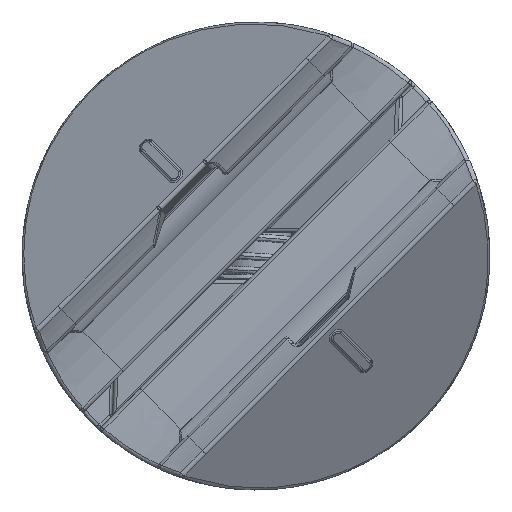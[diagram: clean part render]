
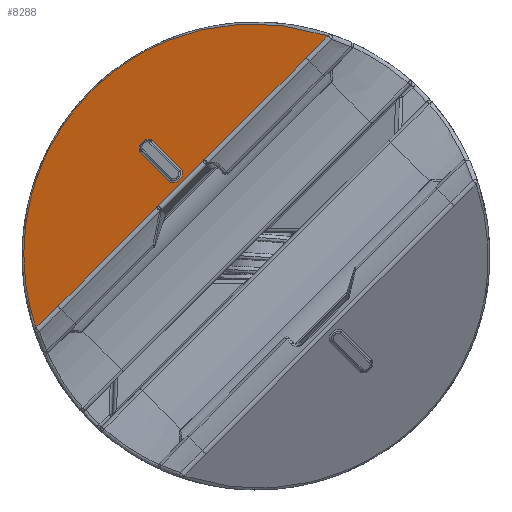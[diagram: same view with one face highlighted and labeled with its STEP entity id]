
A CAD part, front view. The second image highlights one B-rep face of the part: STEP entity #8288.
In plain terms, the highlighted face is planar.
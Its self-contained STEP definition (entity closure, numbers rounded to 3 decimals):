
#101=ELLIPSE('',#9165,0.763,0.702);
#102=ELLIPSE('',#9166,0.763,0.702);
#317=B_SPLINE_CURVE_WITH_KNOTS('',3,(#21726,#21727,#21728,#21729,#21730,
#21731,#21732,#21733,#21734,#21735,#21736,#21737,#21738,#21739,#21740,#21741,
#21742,#21743,#21744,#21745,#21746,#21747,#21748,#21749,#21750),
 .UNSPECIFIED.,.F.,.F.,(4,3,3,3,3,3,3,3,4),(2.03,2.308,
2.586,2.864,3.142,3.419,3.697,
3.975,4.253),.UNSPECIFIED.);
#764=FACE_BOUND('',#1737,.T.);
#816=PLANE('',#9162);
#1155=FACE_OUTER_BOUND('',#1736,.T.);
#1736=EDGE_LOOP('',(#6218,#6219,#6220,#6221,#6222,#6223,#6224,#6225));
#1737=EDGE_LOOP('',(#6226,#6227,#6228,#6229));
#2337=CIRCLE('',#9060,0.724);
#2392=CIRCLE('',#9163,259.458);
#2393=CIRCLE('',#9164,259.458);
#2394=CIRCLE('',#9167,0.724);
#2962=LINE('',#21754,#3256);
#2963=LINE('',#21758,#3257);
#2964=LINE('',#21761,#3258);
#2965=LINE('',#21763,#3259);
#2966=LINE('',#21766,#3260);
#3256=VECTOR('',#10702,1000.);
#3257=VECTOR('',#10705,1000.);
#3258=VECTOR('',#10708,1000.);
#3259=VECTOR('',#10709,1000.);
#3260=VECTOR('',#10712,1000.);
#3621=VERTEX_POINT('',#18287);
#3622=VERTEX_POINT('',#18289);
#3869=VERTEX_POINT('',#21722);
#3870=VERTEX_POINT('',#21723);
#3871=VERTEX_POINT('',#21725);
#3872=VERTEX_POINT('',#21751);
#3873=VERTEX_POINT('',#21753);
#3874=VERTEX_POINT('',#21755);
#3875=VERTEX_POINT('',#21757);
#3876=VERTEX_POINT('',#21759);
#3877=VERTEX_POINT('',#21762);
#3878=VERTEX_POINT('',#21764);
#4446=EDGE_CURVE('',#3622,#3621,#2337,.T.);
#4727=EDGE_CURVE('',#3869,#3870,#2392,.T.);
#4728=EDGE_CURVE('',#3870,#3871,#317,.T.);
#4729=EDGE_CURVE('',#3871,#3872,#2393,.T.);
#4730=EDGE_CURVE('',#3872,#3873,#2962,.T.);
#4731=EDGE_CURVE('',#3873,#3874,#101,.T.);
#4732=EDGE_CURVE('',#3874,#3875,#2963,.T.);
#4733=EDGE_CURVE('',#3875,#3876,#102,.T.);
#4734=EDGE_CURVE('',#3876,#3869,#2964,.T.);
#4735=EDGE_CURVE('',#3621,#3877,#2965,.T.);
#4736=EDGE_CURVE('',#3877,#3878,#2394,.T.);
#4737=EDGE_CURVE('',#3878,#3622,#2966,.T.);
#6218=ORIENTED_EDGE('',*,*,#4727,.T.);
#6219=ORIENTED_EDGE('',*,*,#4728,.T.);
#6220=ORIENTED_EDGE('',*,*,#4729,.T.);
#6221=ORIENTED_EDGE('',*,*,#4730,.T.);
#6222=ORIENTED_EDGE('',*,*,#4731,.T.);
#6223=ORIENTED_EDGE('',*,*,#4732,.T.);
#6224=ORIENTED_EDGE('',*,*,#4733,.T.);
#6225=ORIENTED_EDGE('',*,*,#4734,.T.);
#6226=ORIENTED_EDGE('',*,*,#4735,.T.);
#6227=ORIENTED_EDGE('',*,*,#4736,.T.);
#6228=ORIENTED_EDGE('',*,*,#4737,.T.);
#6229=ORIENTED_EDGE('',*,*,#4446,.T.);
#8288=ADVANCED_FACE('',(#1155,#764),#816,.T.);
#9060=AXIS2_PLACEMENT_3D('',#18290,#10389,#10390);
#9162=AXIS2_PLACEMENT_3D('',#21721,#10696,#10697);
#9163=AXIS2_PLACEMENT_3D('',#21724,#10698,#10699);
#9164=AXIS2_PLACEMENT_3D('',#21752,#10700,#10701);
#9165=AXIS2_PLACEMENT_3D('',#21756,#10703,#10704);
#9166=AXIS2_PLACEMENT_3D('',#21760,#10706,#10707);
#9167=AXIS2_PLACEMENT_3D('',#21765,#10710,#10711);
#10389=DIRECTION('center_axis',(0.5,-0.707,0.5));
#10390=DIRECTION('ref_axis',(0.,0.577,0.816));
#10696=DIRECTION('center_axis',(-0.5,0.707,-0.5));
#10697=DIRECTION('ref_axis',(0.,0.577,0.816));
#10698=DIRECTION('center_axis',(-0.5,0.707,-0.5));
#10699=DIRECTION('ref_axis',(0.507,0.707,0.493));
#10700=DIRECTION('center_axis',(-0.5,0.707,-0.5));
#10701=DIRECTION('ref_axis',(0.5,0.707,0.5));
#10702=DIRECTION('',(0.707,0.,-0.707));
#10703=DIRECTION('center_axis',(0.5,-0.707,0.5));
#10704=DIRECTION('ref_axis',(-0.33,-0.689,-0.645));
#10705=DIRECTION('',(0.707,0.,-0.707));
#10706=DIRECTION('center_axis',(0.5,-0.707,0.5));
#10707=DIRECTION('ref_axis',(0.645,0.689,0.33));
#10708=DIRECTION('',(0.707,0.,-0.707));
#10709=DIRECTION('',(-0.5,-0.707,-0.5));
#10710=DIRECTION('center_axis',(0.5,-0.707,0.5));
#10711=DIRECTION('ref_axis',(0.,0.577,0.816));
#10712=DIRECTION('',(0.5,0.707,0.5));
#18287=CARTESIAN_POINT('',(-7.386,14.316,-6.363));
#18289=CARTESIAN_POINT('',(-6.363,14.316,-7.386));
#18290=CARTESIAN_POINT('Origin',(-6.875,14.316,-6.875));
#21721=CARTESIAN_POINT('Origin',(69.602,17.638,-78.653));
#21722=CARTESIAN_POINT('',(4.286,15.099,-16.928));
#21723=CARTESIAN_POINT('',(6.157,15.089,-18.813));
#21724=CARTESIAN_POINT('Origin',(-125.444,-168.366,-146.656));
#21725=CARTESIAN_POINT('',(-18.813,15.089,6.157));
#21726=CARTESIAN_POINT('Ctrl Pts',(6.157,15.089,-18.813));
#21727=CARTESIAN_POINT('Ctrl Pts',(4.429,13.454,-19.397));
#21728=CARTESIAN_POINT('Ctrl Pts',(2.619,11.932,-19.74));
#21729=CARTESIAN_POINT('Ctrl Pts',(0.797,10.581,-19.827));
#21730=CARTESIAN_POINT('Ctrl Pts',(-1.025,9.231,-19.915));
#21731=CARTESIAN_POINT('Ctrl Pts',(-2.86,8.052,-19.748));
#21732=CARTESIAN_POINT('Ctrl Pts',(-4.636,7.089,-19.332));
#21733=CARTESIAN_POINT('Ctrl Pts',(-6.413,6.127,-18.917));
#21734=CARTESIAN_POINT('Ctrl Pts',(-8.131,5.382,-18.253));
#21735=CARTESIAN_POINT('Ctrl Pts',(-9.725,4.881,-17.366));
#21736=CARTESIAN_POINT('Ctrl Pts',(-11.32,4.381,-16.48));
#21737=CARTESIAN_POINT('Ctrl Pts',(-12.79,4.126,-15.37));
#21738=CARTESIAN_POINT('Ctrl Pts',(-14.08,4.126,-14.08));
#21739=CARTESIAN_POINT('Ctrl Pts',(-15.37,4.126,-12.79));
#21740=CARTESIAN_POINT('Ctrl Pts',(-16.48,4.381,-11.32));
#21741=CARTESIAN_POINT('Ctrl Pts',(-17.366,4.881,-9.725));
#21742=CARTESIAN_POINT('Ctrl Pts',(-18.253,5.382,-8.131));
#21743=CARTESIAN_POINT('Ctrl Pts',(-18.917,6.127,-6.413));
#21744=CARTESIAN_POINT('Ctrl Pts',(-19.332,7.089,-4.636));
#21745=CARTESIAN_POINT('Ctrl Pts',(-19.748,8.052,-2.86));
#21746=CARTESIAN_POINT('Ctrl Pts',(-19.915,9.231,-1.025));
#21747=CARTESIAN_POINT('Ctrl Pts',(-19.827,10.581,0.797));
#21748=CARTESIAN_POINT('Ctrl Pts',(-19.74,11.932,2.619));
#21749=CARTESIAN_POINT('Ctrl Pts',(-19.397,13.454,4.429));
#21750=CARTESIAN_POINT('Ctrl Pts',(-18.813,15.089,6.157));
#21751=CARTESIAN_POINT('',(-16.928,15.099,4.286));
#21752=CARTESIAN_POINT('Origin',(-146.656,-168.366,-125.444));
#21753=CARTESIAN_POINT('',(-8.507,15.099,-4.135));
#21754=CARTESIAN_POINT('',(4.286,15.099,-16.928));
#21755=CARTESIAN_POINT('',(-8.367,15.071,-4.314));
#21756=CARTESIAN_POINT('Origin',(-8.005,15.608,-3.916));
#21757=CARTESIAN_POINT('',(-4.573,15.071,-8.109));
#21758=CARTESIAN_POINT('',(4.266,15.071,-16.947));
#21759=CARTESIAN_POINT('',(-4.394,15.099,-8.249));
#21760=CARTESIAN_POINT('Origin',(-4.175,15.608,-7.746));
#21761=CARTESIAN_POINT('',(4.286,15.099,-16.928));
#21762=CARTESIAN_POINT('',(-9.886,10.78,-8.863));
#21763=CARTESIAN_POINT('',(-9.886,10.78,-8.863));
#21764=CARTESIAN_POINT('',(-8.863,10.78,-9.886));
#21765=CARTESIAN_POINT('Origin',(-9.375,10.78,-9.375));
#21766=CARTESIAN_POINT('',(-6.363,14.316,-7.386));
